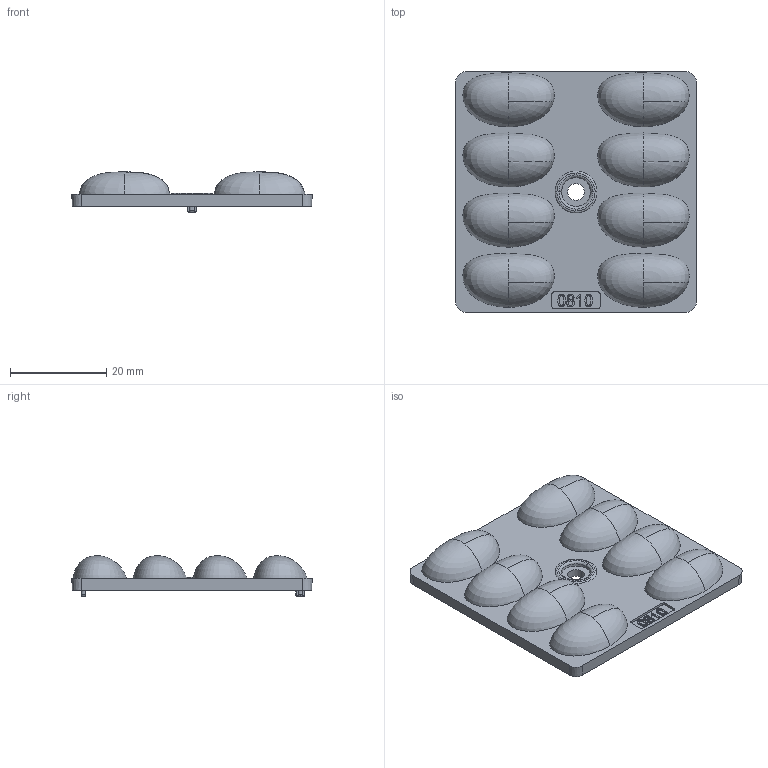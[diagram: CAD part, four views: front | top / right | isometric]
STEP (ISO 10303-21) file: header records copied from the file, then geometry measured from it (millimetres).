
FILE_DESCRIPTION (( 'STEP AP214' ), '1' );
FILE_NAME ('L207-0810_LD5050-8C1-T2M-E2-FCO-20210924-KH.stp', '2022-07-07T08:16:58', ( 'Windows 蚚誧' ), ( '' ), 'SwSTEP 2.0', 'SolidWorks 2019', '' );
FILE_SCHEMA (( 'AUTOMOTIVE_DESIGN' ));
Length unit declared in the file: millimetre
Products named in the file (1): L207-0810_LD5050-8C1-T2M-E2-FCO-20210924-KH
Bounding box: 49.93 x 49.93 x 8.39 mm (x, y, z)
Volume: 9890.6 mm3; surface area: 6494.2 mm2
Topology: 1 solids, 1 shells, 183 faces, 478 edges, 302 vertices
Faces by surface type: plane 78, bspline 53, cone 46, cylinder 6
Entity records: 11408 total; most frequent: CARTESIAN_POINT 7273, ORIENTED_EDGE 908, DIRECTION 712, EDGE_CURVE 454, VERTEX_POINT 302, AXIS2_PLACEMENT_3D 245, LINE 222, VECTOR 222
